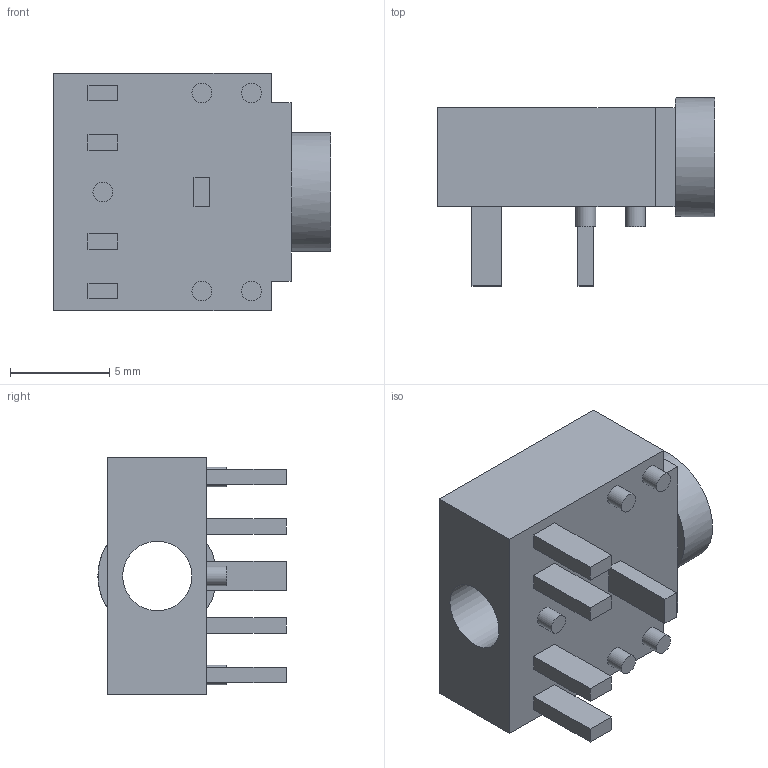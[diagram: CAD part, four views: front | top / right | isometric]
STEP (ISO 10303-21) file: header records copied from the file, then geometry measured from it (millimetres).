
FILE_DESCRIPTION(/* description */ (''),/* implementation_level */ '2;1');
FILE_NAME(/* name */ 'JC-128 v1.step',/* time_stamp */ '2019-10-20T19:52:22+02:00',/* author */ (''),/* organization */ (''),/* preprocessor_version */ 'ST-DEVELOPER v18',/* originating_system */ 'Autodesk Translation Framework v8.6.0.1094',/* authorisation */ '');
FILE_SCHEMA (('AUTOMOTIVE_DESIGN { 1 0 10303 214 3 1 1 }'));
Length unit declared in the file: millimetre
Products named in the file (1): JC-128
Bounding box: 14 x 9.5 x 12 mm (x, y, z)
Volume: 654.8 mm3; surface area: 818.6 mm2
Topology: 6 solids, 6 shells, 56 faces, 113 edges, 74 vertices
Faces by surface type: plane 49, cylinder 7
Full cylindrical faces by diameter (mm): 1 x5, 3.5 x1, 6 x1
Entity records: 1482 total; most frequent: DIRECTION 245, CARTESIAN_POINT 244, ORIENTED_EDGE 226, EDGE_CURVE 113, LINE 95, VECTOR 95, AXIS2_PLACEMENT_3D 75, VERTEX_POINT 74
